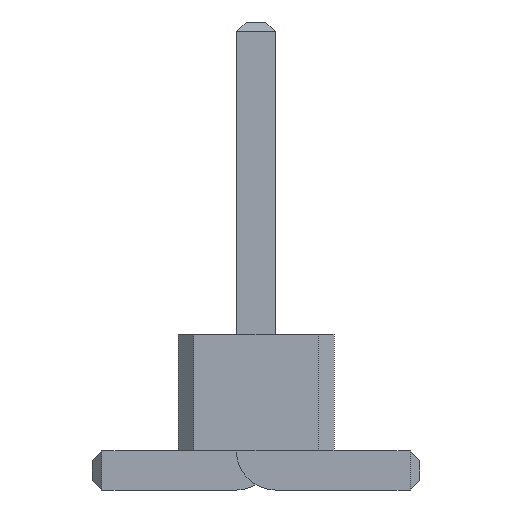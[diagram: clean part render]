
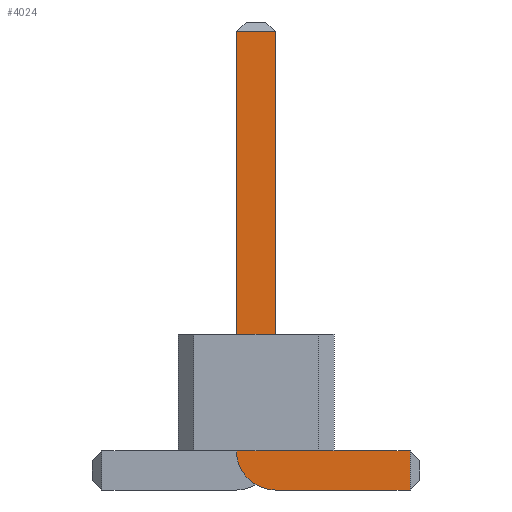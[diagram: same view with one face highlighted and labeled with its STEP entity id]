
A CAD part, front view. The second image highlights one B-rep face of the part: STEP entity #4024.
In plain terms, the highlighted planar face has unit normal (0, -1, 0).
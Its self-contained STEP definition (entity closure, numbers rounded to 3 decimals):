
#13=DIRECTION('',(0.,0.,1.));
#27=VECTOR('',#13,1.);
#67=DIRECTION('',(1.,0.,0.));
#1808=VECTOR('',#67,1.);
#1861=DIRECTION('',(-1.,0.,0.));
#3599=VECTOR('',#1861,1.);
#3838=DIRECTION('',(-0.,1.,0.));
#3839=DIRECTION('',(0.,0.,-1.));
#3856=VECTOR('',#3839,1.);
#3868=DIRECTION('',(0.,1.,0.));
#3869=DIRECTION('',(1.,0.,0.));
#3876=VERTEX_POINT('',#3877);
#3877=CARTESIAN_POINT('',(1.975,-30.25,0.));
#3879=ORIENTED_EDGE('',*,*,#3880,.T.);
#3880=EDGE_CURVE('',#3876,#3881,#3883,.T.);
#3881=VERTEX_POINT('',#3882);
#3882=CARTESIAN_POINT('',(0.25,-30.25,0.));
#3883=LINE('',#3884,#3599);
#3884=CARTESIAN_POINT('',(2.1,-30.25,0.));
#3921=VERTEX_POINT('',#3922);
#3922=CARTESIAN_POINT('',(-0.25,-30.25,0.5));
#3925=EDGE_CURVE('',#3881,#3921,#3926,.T.);
#3926=CIRCLE('',#3927,0.5);
#3927=AXIS2_PLACEMENT_3D('',#3928,#3838,#3839);
#3928=CARTESIAN_POINT('',(0.25,-30.25,0.5));
#3937=VERTEX_POINT('',#3928);
#3939=ORIENTED_EDGE('',*,*,#3940,.T.);
#3940=EDGE_CURVE('',#3937,#3941,#3943,.T.);
#3941=VERTEX_POINT('',#3942);
#3942=CARTESIAN_POINT('',(1.975,-30.25,0.5));
#3943=LINE('',#3928,#1808);
#3953=ORIENTED_EDGE('',*,*,#3954,.T.);
#3954=EDGE_CURVE('',#3921,#3955,#3957,.T.);
#3955=VERTEX_POINT('',#3956);
#3956=CARTESIAN_POINT('',(-0.25,-30.25,5.875));
#3957=LINE('',#3958,#27);
#3958=CARTESIAN_POINT('',(-0.25,-30.25,0.));
#3970=VERTEX_POINT('',#3971);
#3971=CARTESIAN_POINT('',(0.25,-30.25,5.875));
#3973=ORIENTED_EDGE('',*,*,#3974,.T.);
#3974=EDGE_CURVE('',#3970,#3937,#3975,.T.);
#3975=LINE('',#3976,#3856);
#3976=CARTESIAN_POINT('',(0.25,-30.25,6.));
#4024=ADVANCED_FACE('',(#4025),#4034,.F.);
#4025=FACE_BOUND('',#4026,.F.);
#4026=EDGE_LOOP('',(#3879,#4027,#3953,#4028,#3973,#3939,#4031));
#4027=ORIENTED_EDGE('',*,*,#3925,.T.);
#4028=ORIENTED_EDGE('',*,*,#4029,.T.);
#4029=EDGE_CURVE('',#3955,#3970,#4030,.T.);
#4030=LINE('',#3956,#1808);
#4031=ORIENTED_EDGE('',*,*,#4032,.T.);
#4032=EDGE_CURVE('',#3941,#3876,#4033,.T.);
#4033=LINE('',#3942,#3856);
#4034=PLANE('',#4035);
#4035=AXIS2_PLACEMENT_3D('',#4036,#3868,#3869);
#4036=CARTESIAN_POINT('',(0.316,-30.25,2.391));
